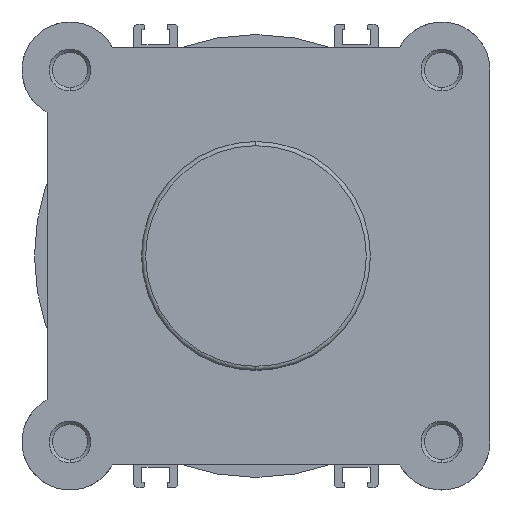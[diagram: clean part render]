
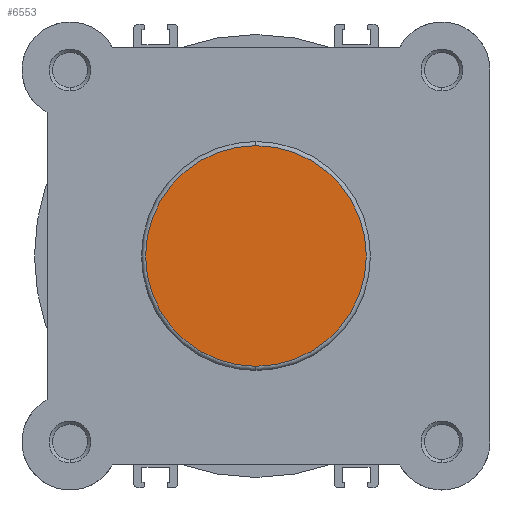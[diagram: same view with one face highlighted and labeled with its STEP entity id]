
A CAD part, left-side view. The second image highlights one B-rep face of the part: STEP entity #6553.
In plain terms, the highlighted planar face has unit normal (-1, 0, 0).
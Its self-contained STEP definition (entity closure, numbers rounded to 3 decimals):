
#282 = CARTESIAN_POINT ( 'NONE',  ( 0., 0., 26.4 ) ) ;
#283 = CARTESIAN_POINT ( 'NONE',  ( 0., 0., -26.4 ) ) ;
#1170 = PLANE ( 'NONE',  #5380 ) ;
#1173 = CARTESIAN_POINT ( 'NONE',  ( 0., 27.4, 0. ) ) ;
#1179 = DIRECTION ( 'NONE',  ( 1., 0., 0. ) ) ;
#1180 = DIRECTION ( 'NONE',  ( 0., 0., -1. ) ) ;
#1490 = CARTESIAN_POINT ( 'NONE',  ( 0., 0., 0. ) ) ;
#1491 = DIRECTION ( 'NONE',  ( -1., 0., 0. ) ) ;
#1492 = DIRECTION ( 'NONE',  ( 0., 0., -1. ) ) ;
#2291 = CARTESIAN_POINT ( 'NONE',  ( 0., 0., 0. ) ) ;
#2308 = DIRECTION ( 'NONE',  ( -1., 0., 0. ) ) ;
#2309 = DIRECTION ( 'NONE',  ( 0., 0., -1. ) ) ;
#2749 = EDGE_LOOP ( 'NONE', ( #3360, #3361 ) ) ;
#3360 = ORIENTED_EDGE ( 'NONE', *, *, #4280, .T. ) ;
#3361 = ORIENTED_EDGE ( 'NONE', *, *, #3960, .T. ) ;
#3960 = EDGE_CURVE ( 'NONE', #6172, #6173, #5286, .T. ) ;
#4280 = EDGE_CURVE ( 'NONE', #6173, #6172, #7021, .T. ) ;
#4495 = AXIS2_PLACEMENT_3D ( 'NONE', #1490, #1491, #1492 ) ;
#4621 = AXIS2_PLACEMENT_3D ( 'NONE', #2291, #2308, #2309 ) ;
#5286 = CIRCLE ( 'NONE', #4495, 26.4 ) ;
#5380 = AXIS2_PLACEMENT_3D ( 'NONE', #1173, #1179, #1180 ) ;
#5516 = FACE_OUTER_BOUND ( 'NONE', #2749, .T. ) ;
#6172 = VERTEX_POINT ( 'NONE', #282 ) ;
#6173 = VERTEX_POINT ( 'NONE', #283 ) ;
#6553 = ADVANCED_FACE ( 'NONE', ( #5516 ), #1170, .F. ) ;
#7021 = CIRCLE ( 'NONE', #4621, 26.4 ) ;
